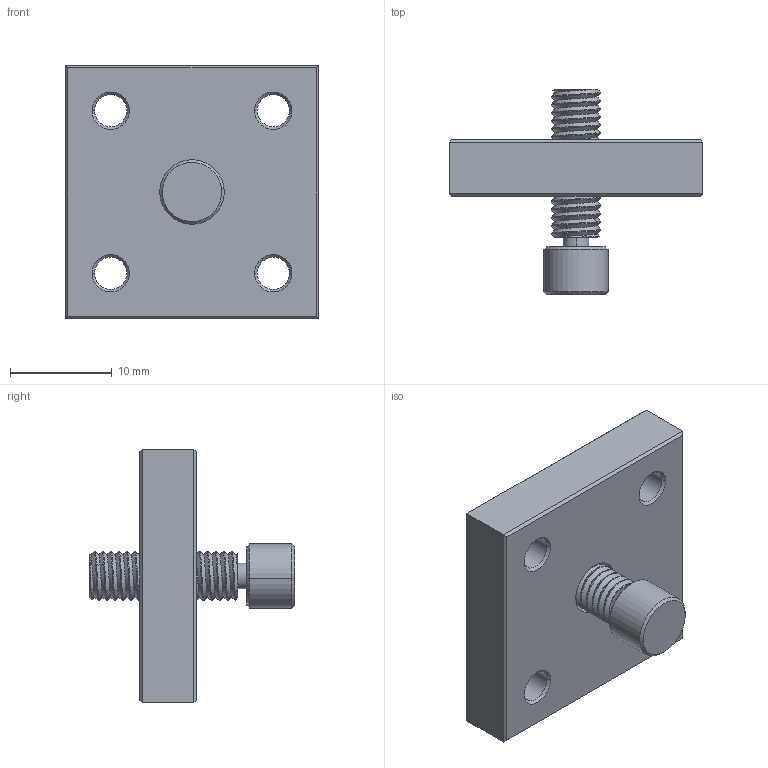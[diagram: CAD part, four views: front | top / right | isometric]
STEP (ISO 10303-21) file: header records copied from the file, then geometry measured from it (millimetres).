
FILE_DESCRIPTION((''),'2;1');
FILE_NAME('CSJ-T05_ASM','2023-05-18T17:11:09',('R&D'),(''),'CREO PARAMETRIC BY PTC INC, 2021063','CREO PARAMETRIC BY PTC INC, 2021063','');
FILE_SCHEMA(('CONFIG_CONTROL_DESIGN'));
Length unit declared in the file: millimetre
Products named in the file (4): CSJ-T05-A1; CSJ-T05-A2; CSJ-T05-A3; CSJ-T05_ASM
Assembly tree (3 placements, depth 2):
  CSJ-T05_ASM
    CSJ-T05-A1
    CSJ-T05-A2
    CSJ-T05-A3
Bounding box: 24.99 x 20.19 x 24.99 mm (x, y, z)
Volume: 3419.1 mm3; surface area: 2670.1 mm2
Topology: 3 solids, 3 shells, 163 faces, 439 edges, 274 vertices
Faces by surface type: cylinder 61, plane 38, bspline 34, cone 26, sphere 4
Entity records: 12440 total; most frequent: CARTESIAN_POINT 8573, ORIENTED_EDGE 870, DIRECTION 649, EDGE_CURVE 435, VERTEX_POINT 274, AXIS2_PLACEMENT_3D 229, VECTOR 191, LINE 191
